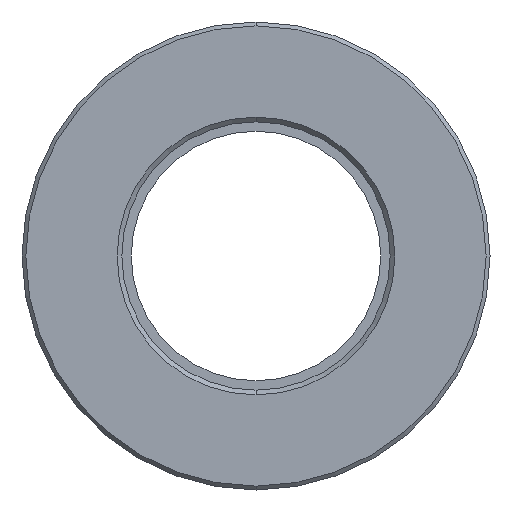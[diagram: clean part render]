
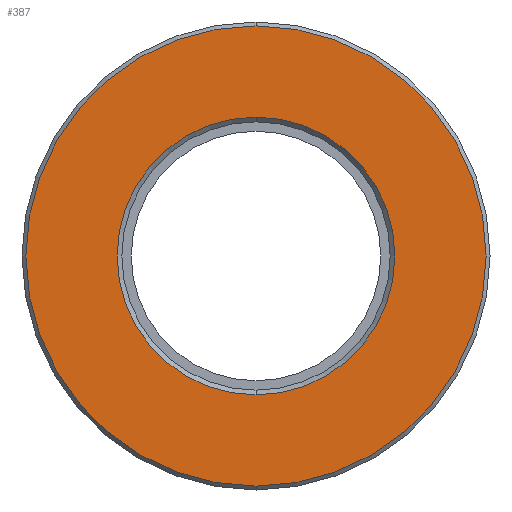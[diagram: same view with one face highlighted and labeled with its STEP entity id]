
A CAD part, front view. The second image highlights one B-rep face of the part: STEP entity #387.
In plain terms, the highlighted planar face has unit normal (0, -1, 0).
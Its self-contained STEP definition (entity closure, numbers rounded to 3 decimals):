
#19 = DIRECTION ( 'NONE',  ( 0., 0., -1. ) ) ;
#20 = DIRECTION ( 'NONE',  ( 0., -1., 0. ) ) ;
#22 = CARTESIAN_POINT ( 'NONE',  ( 0., 0., 0. ) ) ;
#34 = EDGE_LOOP ( 'NONE', ( #45, #543 ) ) ;
#45 = ORIENTED_EDGE ( 'NONE', *, *, #59, .T. ) ;
#50 = DIRECTION ( 'NONE',  ( 0., 0., -1. ) ) ;
#53 = DIRECTION ( 'NONE',  ( 0., 1., 0. ) ) ;
#58 = PLANE ( 'NONE',  #184 ) ;
#59 = EDGE_CURVE ( 'NONE', #299, #361, #386, .T. ) ;
#60 = CARTESIAN_POINT ( 'NONE',  ( 0., 0., 0. ) ) ;
#77 = CIRCLE ( 'NONE', #431, 8.9 ) ;
#79 = ORIENTED_EDGE ( 'NONE', *, *, #526, .T. ) ;
#102 = CARTESIAN_POINT ( 'NONE',  ( 0., 0., -8.9 ) ) ;
#104 = FACE_OUTER_BOUND ( 'NONE', #34, .T. ) ;
#114 = VERTEX_POINT ( 'NONE', #102 ) ;
#126 = DIRECTION ( 'NONE',  ( 0., 0., -1. ) ) ;
#150 = DIRECTION ( 'NONE',  ( 0., 1., 0. ) ) ;
#169 = CARTESIAN_POINT ( 'NONE',  ( -8.6, 0., 0. ) ) ;
#171 = CARTESIAN_POINT ( 'NONE',  ( 0., 0., 0. ) ) ;
#178 = CARTESIAN_POINT ( 'NONE',  ( 0., 0., 14.75 ) ) ;
#179 = CARTESIAN_POINT ( 'NONE',  ( 0., 0., -14.75 ) ) ;
#184 = AXIS2_PLACEMENT_3D ( 'NONE', #169, #527, #524 ) ;
#265 = EDGE_CURVE ( 'NONE', #411, #114, #77, .T. ) ;
#283 = CIRCLE ( 'NONE', #379, 8.9 ) ;
#291 = EDGE_CURVE ( 'NONE', #361, #299, #402, .T. ) ;
#299 = VERTEX_POINT ( 'NONE', #178 ) ;
#302 = FACE_BOUND ( 'NONE', #418, .T. ) ;
#307 = CARTESIAN_POINT ( 'NONE',  ( 0., 0., 0. ) ) ;
#335 = ORIENTED_EDGE ( 'NONE', *, *, #265, .T. ) ;
#361 = VERTEX_POINT ( 'NONE', #179 ) ;
#369 = DIRECTION ( 'NONE',  ( 0., -1., 0. ) ) ;
#379 = AXIS2_PLACEMENT_3D ( 'NONE', #60, #53, #50 ) ;
#386 = CIRCLE ( 'NONE', #412, 14.75 ) ;
#387 = ADVANCED_FACE ( 'NONE', ( #302, #104 ), #58, .T. ) ;
#402 = CIRCLE ( 'NONE', #455, 14.75 ) ;
#411 = VERTEX_POINT ( 'NONE', #449 ) ;
#412 = AXIS2_PLACEMENT_3D ( 'NONE', #307, #369, #434 ) ;
#418 = EDGE_LOOP ( 'NONE', ( #79, #335 ) ) ;
#431 = AXIS2_PLACEMENT_3D ( 'NONE', #171, #150, #126 ) ;
#434 = DIRECTION ( 'NONE',  ( 0., 0., -1. ) ) ;
#449 = CARTESIAN_POINT ( 'NONE',  ( 0., 0., 8.9 ) ) ;
#455 = AXIS2_PLACEMENT_3D ( 'NONE', #22, #20, #19 ) ;
#524 = DIRECTION ( 'NONE',  ( 0., 0., -1. ) ) ;
#526 = EDGE_CURVE ( 'NONE', #114, #411, #283, .T. ) ;
#527 = DIRECTION ( 'NONE',  ( 0., -1., 0. ) ) ;
#543 = ORIENTED_EDGE ( 'NONE', *, *, #291, .T. ) ;
